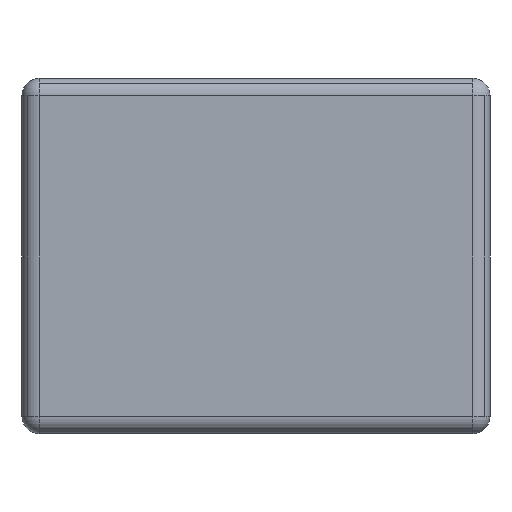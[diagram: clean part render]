
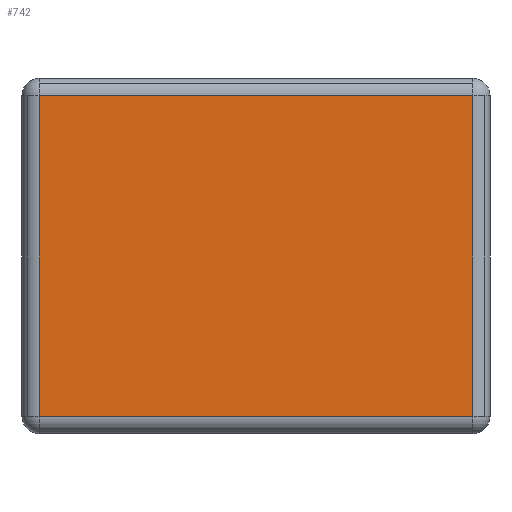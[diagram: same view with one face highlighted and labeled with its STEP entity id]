
A CAD part, left-side view. The second image highlights one B-rep face of the part: STEP entity #742.
In plain terms, the highlighted planar face has unit normal (-1, 0, 0).
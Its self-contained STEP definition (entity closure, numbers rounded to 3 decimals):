
#164=CARTESIAN_POINT('',(-1.7,-1.25,0.1));
#165=VERTEX_POINT('',#164);
#173=CARTESIAN_POINT('',(-1.7,1.25,0.1));
#174=VERTEX_POINT('',#173);
#175=CARTESIAN_POINT('',(-1.7,-1.25,0.1));
#176=DIRECTION('',(0.0,1.0,0.0));
#177=VECTOR('',#176,2.5);
#178=LINE('',#175,#177);
#179=EDGE_CURVE('',#165,#174,#178,.T.);
#255=CARTESIAN_POINT('',(-1.7,1.25,1.95));
#256=VERTEX_POINT('',#255);
#257=CARTESIAN_POINT('',(-1.7,1.25,0.1));
#258=DIRECTION('',(0.0,0.0,1.0));
#259=VECTOR('',#258,1.85);
#260=LINE('',#257,#259);
#261=EDGE_CURVE('',#174,#256,#260,.T.);
#509=CARTESIAN_POINT('',(-1.7,-1.25,1.95));
#510=VERTEX_POINT('',#509);
#536=CARTESIAN_POINT('',(-1.7,1.25,1.95));
#537=DIRECTION('',(0.0,-1.0,0.0));
#538=VECTOR('',#537,2.5);
#539=LINE('',#536,#538);
#540=EDGE_CURVE('',#256,#510,#539,.T.);
#553=CARTESIAN_POINT('',(-1.7,-1.25,1.95));
#554=DIRECTION('',(0.0,0.0,-1.0));
#555=VECTOR('',#554,1.85);
#556=LINE('',#553,#555);
#557=EDGE_CURVE('',#510,#165,#556,.T.);
#731=CARTESIAN_POINT('',(-1.7,-1.35,0.0));
#732=DIRECTION('',(-1.0,0.0,0.0));
#733=DIRECTION('',(0.0,0.0,1.0));
#734=AXIS2_PLACEMENT_3D('',#731,#732,#733);
#735=PLANE('',#734);
#736=ORIENTED_EDGE('',*,*,#540,.F.);
#737=ORIENTED_EDGE('',*,*,#261,.F.);
#738=ORIENTED_EDGE('',*,*,#179,.F.);
#739=ORIENTED_EDGE('',*,*,#557,.F.);
#740=EDGE_LOOP('',(#736,#737,#738,#739));
#741=FACE_OUTER_BOUND('',#740,.T.);
#742=ADVANCED_FACE('',(#741),#735,.T.);
